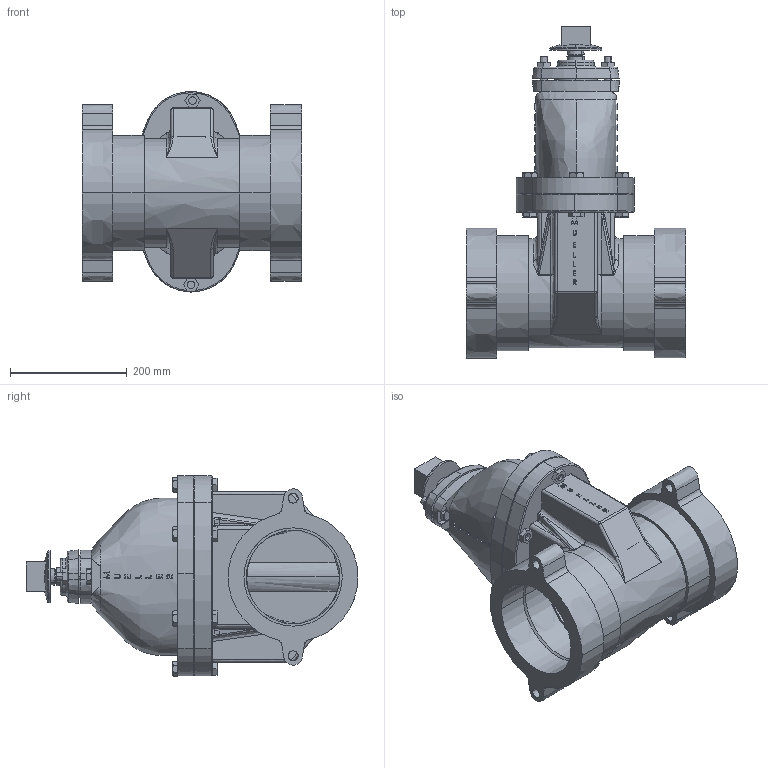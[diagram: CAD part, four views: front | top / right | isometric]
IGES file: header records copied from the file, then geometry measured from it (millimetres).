
Start section: SolidWorks IGES file using NURBS representation for surfaces
Global section: file name: A-2360-38_06_N.IGS; native system: SolidWorks 2014; preprocessor: SolidWorks 2014; author: CAD; date: 150223.131213; units: inch
Bounding box: 376.13 x 568.36 x 343.8 mm (x, y, z)
Volume: 15081140.4 mm3; surface area: 1307178.9 mm2
Topology: 35 solids, 35 shells, 1106 faces, 2851 edges, 1831 vertices
Faces by surface type: bspline 1106
